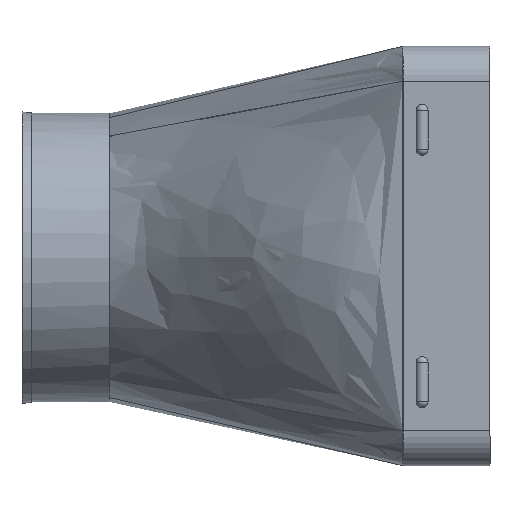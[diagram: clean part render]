
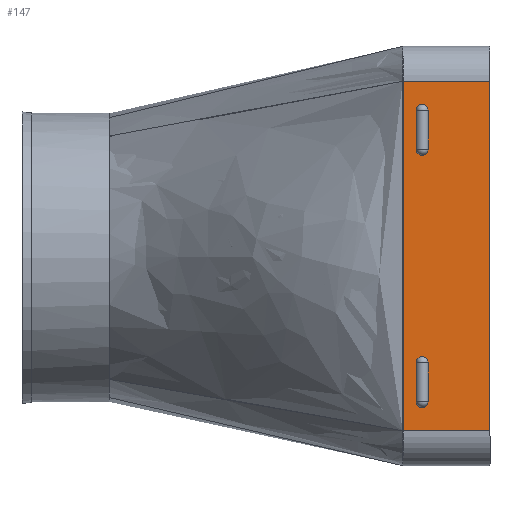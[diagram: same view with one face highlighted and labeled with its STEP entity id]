
A CAD part, front view. The second image highlights one B-rep face of the part: STEP entity #147.
In plain terms, the highlighted planar face has unit normal (0, -1, 0).
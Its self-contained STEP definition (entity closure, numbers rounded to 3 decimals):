
#147=ADVANCED_FACE('',(#318,#319,#320),#321,.T.);
#318=FACE_BOUND('',#7736,.T.);
#319=FACE_BOUND('',#7737,.T.);
#320=FACE_OUTER_BOUND('',#7738,.T.);
#321=PLANE('',#7739);
#7736=EDGE_LOOP('',(#8759,#8760,#8761,#8762));
#7737=EDGE_LOOP('',(#8763,#8764,#8765,#8766));
#7738=EDGE_LOOP('',(#8767,#8768,#8769,#8770));
#7739=AXIS2_PLACEMENT_3D('',#8771,#8772,#8773);
#8759=ORIENTED_EDGE('',*,*,#9156,.F.);
#8760=ORIENTED_EDGE('',*,*,#9154,.F.);
#8761=ORIENTED_EDGE('',*,*,#9152,.F.);
#8762=ORIENTED_EDGE('',*,*,#9149,.F.);
#8763=ORIENTED_EDGE('',*,*,#9148,.F.);
#8764=ORIENTED_EDGE('',*,*,#9146,.F.);
#8765=ORIENTED_EDGE('',*,*,#9144,.F.);
#8766=ORIENTED_EDGE('',*,*,#9141,.F.);
#8767=ORIENTED_EDGE('',*,*,#9212,.T.);
#8768=ORIENTED_EDGE('',*,*,#9199,.F.);
#8769=ORIENTED_EDGE('',*,*,#9140,.F.);
#8770=ORIENTED_EDGE('',*,*,#9211,.T.);
#8771=CARTESIAN_POINT('',(219.097,-580.331,-1157.836));
#8772=DIRECTION('',(0.,-1.0,0.));
#8773=DIRECTION('',(0.,0.,-1.0));
#9140=EDGE_CURVE('',#9682,#9636,#9687,.T.);
#9141=EDGE_CURVE('',#9688,#9689,#9690,.T.);
#9144=EDGE_CURVE('',#9689,#9693,#9694,.T.);
#9146=EDGE_CURVE('',#9693,#9696,#9697,.T.);
#9148=EDGE_CURVE('',#9696,#9688,#9699,.T.);
#9149=EDGE_CURVE('',#9700,#9701,#9702,.T.);
#9152=EDGE_CURVE('',#9701,#9705,#9706,.T.);
#9154=EDGE_CURVE('',#9705,#9708,#9709,.T.);
#9156=EDGE_CURVE('',#9708,#9700,#9711,.T.);
#9199=EDGE_CURVE('',#9636,#9777,#9781,.T.);
#9211=EDGE_CURVE('',#9682,#9797,#9799,.T.);
#9212=EDGE_CURVE('',#9797,#9777,#9800,.T.);
#9636=VERTEX_POINT('',#11098);
#9682=VERTEX_POINT('',#11163);
#9687=LINE('',#11178,#11179);
#9688=VERTEX_POINT('',#11180);
#9689=VERTEX_POINT('',#11181);
#9690=LINE('',#11182,#11183);
#9693=VERTEX_POINT('',#11188);
#9694=CIRCLE('',#11189,3.1);
#9696=VERTEX_POINT('',#11192);
#9697=LINE('',#11193,#11194);
#9699=CIRCLE('',#11197,3.1);
#9700=VERTEX_POINT('',#11198);
#9701=VERTEX_POINT('',#11199);
#9702=LINE('',#11200,#11201);
#9705=VERTEX_POINT('',#11206);
#9706=CIRCLE('',#11207,3.1);
#9708=VERTEX_POINT('',#11210);
#9709=LINE('',#11211,#11212);
#9711=CIRCLE('',#11215,3.1);
#9777=VERTEX_POINT('',#11712);
#9781=LINE('',#11717,#11718);
#9797=VERTEX_POINT('',#11742);
#9799=LINE('',#11744,#11745);
#9800=LINE('',#11746,#11747);
#11098=CARTESIAN_POINT('',(219.097,-580.331,-1067.836));
#11163=CARTESIAN_POINT('',(219.097,-580.331,-1247.836));
#11178=CARTESIAN_POINT('',(219.097,-580.331,-1067.836));
#11179=VECTOR('',#12222,1.0);
#11180=CARTESIAN_POINT('',(225.997,-580.331,-1212.836));
#11181=CARTESIAN_POINT('',(225.997,-580.331,-1232.836));
#11182=CARTESIAN_POINT('',(225.997,-580.331,-1190.336));
#11183=VECTOR('',#12223,1.0);
#11188=CARTESIAN_POINT('',(232.197,-580.331,-1232.836));
#11189=AXIS2_PLACEMENT_3D('',#12226,#12227,#12228);
#11192=CARTESIAN_POINT('',(232.197,-580.331,-1212.836));
#11193=CARTESIAN_POINT('',(232.197,-580.331,-1190.336));
#11194=VECTOR('',#12230,1.0);
#11197=AXIS2_PLACEMENT_3D('',#12232,#12233,#12234);
#11198=CARTESIAN_POINT('',(225.997,-580.331,-1082.836));
#11199=CARTESIAN_POINT('',(225.997,-580.331,-1102.836));
#11200=CARTESIAN_POINT('',(225.997,-580.331,-1125.336));
#11201=VECTOR('',#12235,1.);
#11206=CARTESIAN_POINT('',(232.197,-580.331,-1102.836));
#11207=AXIS2_PLACEMENT_3D('',#12238,#12239,#12240);
#11210=CARTESIAN_POINT('',(232.197,-580.331,-1082.836));
#11211=CARTESIAN_POINT('',(232.197,-580.331,-1125.336));
#11212=VECTOR('',#12242,1.);
#11215=AXIS2_PLACEMENT_3D('',#12244,#12245,#12246);
#11712=CARTESIAN_POINT('',(264.097,-580.331,-1067.836));
#11717=CARTESIAN_POINT('',(219.097,-580.331,-1067.836));
#11718=VECTOR('',#12276,1.);
#11742=CARTESIAN_POINT('',(264.097,-580.331,-1247.836));
#11744=CARTESIAN_POINT('',(219.097,-580.331,-1247.836));
#11745=VECTOR('',#12294,1.);
#11746=CARTESIAN_POINT('',(264.097,-580.331,-1067.836));
#11747=VECTOR('',#12295,1.0);
#12222=DIRECTION('',(0.,0.,1.0));
#12223=DIRECTION('',(0.,0.,-1.0));
#12226=CARTESIAN_POINT('',(229.097,-580.331,-1232.836));
#12227=DIRECTION('',(0.,-1.0,0.));
#12228=DIRECTION('',(0.,0.,1.0));
#12230=DIRECTION('',(0.,0.,1.0));
#12232=CARTESIAN_POINT('',(229.097,-580.331,-1212.836));
#12233=DIRECTION('',(0.,-1.0,0.));
#12234=DIRECTION('',(0.,0.,1.0));
#12235=DIRECTION('',(0.,0.,-1.0));
#12238=CARTESIAN_POINT('',(229.097,-580.331,-1102.836));
#12239=DIRECTION('',(0.,-1.0,0.));
#12240=DIRECTION('',(0.,0.,1.0));
#12242=DIRECTION('',(0.,0.,1.0));
#12244=CARTESIAN_POINT('',(229.097,-580.331,-1082.836));
#12245=DIRECTION('',(0.,-1.0,0.));
#12246=DIRECTION('',(0.,0.,1.0));
#12276=DIRECTION('',(1.0,0.,0.));
#12294=DIRECTION('',(1.0,0.,0.));
#12295=DIRECTION('',(0.,0.,1.0));
